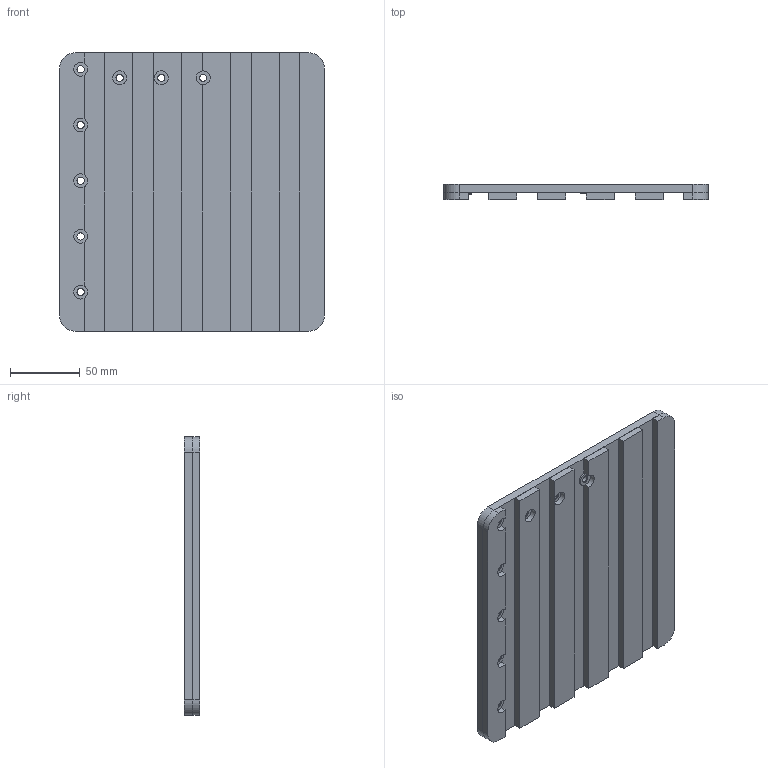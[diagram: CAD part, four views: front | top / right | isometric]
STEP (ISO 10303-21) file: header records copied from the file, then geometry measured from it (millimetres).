
FILE_DESCRIPTION(/* description */ (''),/* implementation_level */ '2;1');
FILE_NAME(/* name */ 'Perseus-bottom-plate.step',/* time_stamp */ '2022-01-04T22:13:50+08:00',/* author */ (''),/* organization */ (''),/* preprocessor_version */ 'ST-DEVELOPER v18.1',/* originating_system */ 'Autodesk Translation Framework v10.10.0.1391',/* authorisation */ '');
FILE_SCHEMA (('AUTOMOTIVE_DESIGN { 1 0 10303 214 3 1 1 }'));
Length unit declared in the file: millimetre
Products named in the file (1): Bottom Plate
Bounding box: 190 x 11 x 200 mm (x, y, z)
Volume: 338710.2 mm3; surface area: 140202 mm2
Topology: 7 solids, 7 shells, 94 faces, 222 edges, 144 vertices
Faces by surface type: plane 56, cylinder 38
Full cylindrical faces by diameter (mm): 5.2 x16, 10 x2
Entity records: 2793 total; most frequent: DIRECTION 488, CARTESIAN_POINT 461, ORIENTED_EDGE 444, EDGE_CURVE 222, AXIS2_PLACEMENT_3D 171, LINE 146, VECTOR 146, VERTEX_POINT 144
